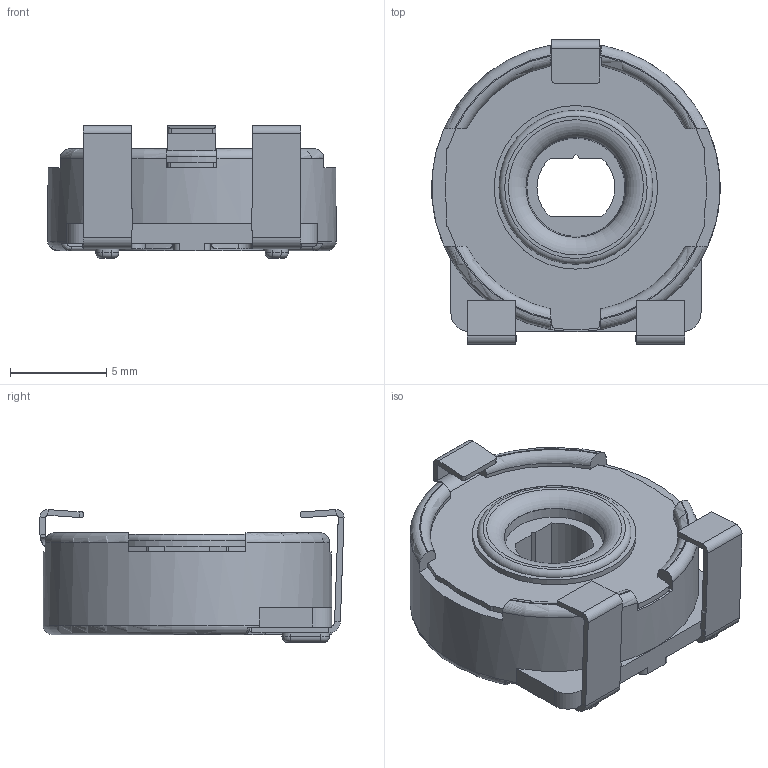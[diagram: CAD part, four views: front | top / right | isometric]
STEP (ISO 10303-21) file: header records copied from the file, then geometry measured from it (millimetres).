
FILE_DESCRIPTION (( 'STEP AP203' ), '1' );
FILE_NAME ('PS15NV50.STEP', '2018-08-29T08:23:01', ( '' ), ( '' ), 'SwSTEP 2.0', 'SolidWorks 2016', '' );
FILE_SCHEMA (( 'CONFIG_CONTROL_DESIGN' ));
Length unit declared in the file: millimetre
Products named in the file (6): PS15NV50-CARCASA; PS15NV50-COLECTOR_PREDETERMINADA; PS15NV50-TERMINAL IZQUIERDO_PIEZA; PS15NV50-TERMINAL DERECHO_PIEZA; PS15NV50-PORTACURSOR_REMACHADO; PS15NV50
Assembly tree (5 placements, depth 2):
  PS15NV50
    PS15NV50-CARCASA
    PS15NV50-COLECTOR_PREDETERMINADA
    PS15NV50-TERMINAL IZQUIERDO_PIEZA
    PS15NV50-TERMINAL DERECHO_PIEZA
    PS15NV50-PORTACURSOR_REMACHADO
Bounding box: 14.99 x 15.8 x 6.9 mm (x, y, z)
Volume: 434.4 mm3; surface area: 1510.7 mm2
Topology: 5 solids, 5 shells, 419 faces, 1090 edges, 703 vertices
Faces by surface type: plane 233, cylinder 115, bspline 44, torus 25, cone 2
Full cylindrical faces by diameter (mm): 4.5 x1, 5.8 x1, 5.95 x1, 6.8 x1, 7 x1, 7.6 x1, 7.8 x1, 8.5 x1, 13.4 x1, 15 x1
Entity records: 15358 total; most frequent: CARTESIAN_POINT 4678, ORIENTED_EDGE 2140, DIRECTION 1980, EDGE_CURVE 1070, VERTEX_POINT 699, AXIS2_PLACEMENT_3D 661, VECTOR 658, LINE 658
